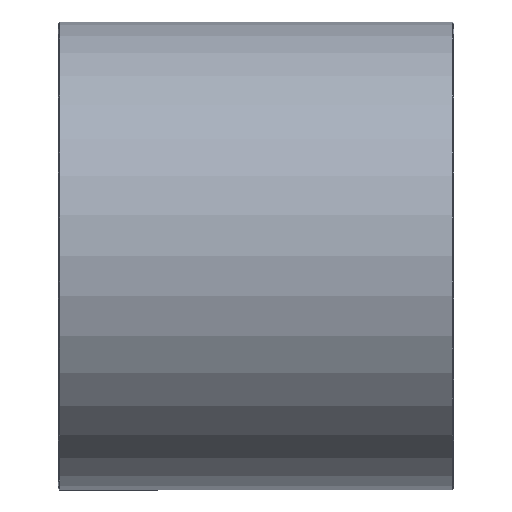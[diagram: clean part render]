
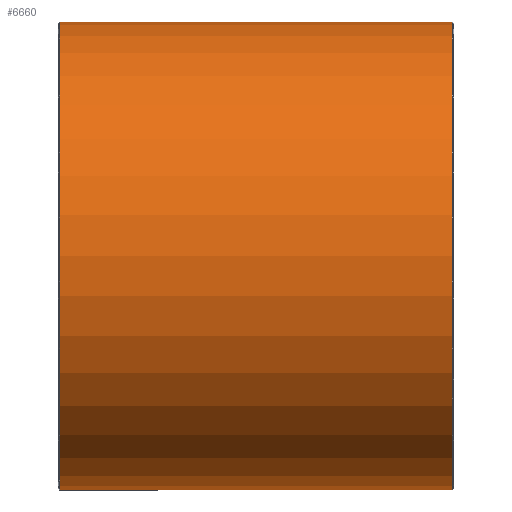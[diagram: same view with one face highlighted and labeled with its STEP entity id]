
A CAD part, top view. The second image highlights one B-rep face of the part: STEP entity #6660.
In plain terms, the highlighted cylindrical face has radius 33.15 mm (diameter 66.3 mm), a partial arc.
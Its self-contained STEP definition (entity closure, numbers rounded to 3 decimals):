
#114 = VERTEX_POINT ( 'NONE', #5583 ) ;
#420 = LINE ( 'NONE', #2479, #7991 ) ;
#509 = DIRECTION ( 'NONE',  ( 0., -1., 0. ) ) ;
#969 = AXIS2_PLACEMENT_3D ( 'NONE', #2934, #4158, #7256 ) ;
#1028 = DIRECTION ( 'NONE',  ( -1., 0., 0. ) ) ;
#1095 = EDGE_CURVE ( 'NONE', #8031, #5986, #1112, .T. ) ;
#1112 = LINE ( 'NONE', #8112, #5777 ) ;
#1415 = EDGE_CURVE ( 'NONE', #5986, #2993, #6166, .T. ) ;
#1562 = CARTESIAN_POINT ( 'NONE',  ( -27.8, -33.15, 0. ) ) ;
#2048 = DIRECTION ( 'NONE',  ( 0., -1., 0. ) ) ;
#2177 = CARTESIAN_POINT ( 'NONE',  ( -27.8, 0., 0. ) ) ;
#2361 = CARTESIAN_POINT ( 'NONE',  ( -27.8, 33.15, 0. ) ) ;
#2479 = CARTESIAN_POINT ( 'NONE',  ( -9., 33.15, 0. ) ) ;
#2865 = EDGE_CURVE ( 'NONE', #8031, #114, #4984, .T. ) ;
#2934 = CARTESIAN_POINT ( 'NONE',  ( 27.8, 0., 0. ) ) ;
#2993 = VERTEX_POINT ( 'NONE', #2361 ) ;
#3535 = AXIS2_PLACEMENT_3D ( 'NONE', #2177, #5994, #2048 ) ;
#4158 = DIRECTION ( 'NONE',  ( -1., 0., 0. ) ) ;
#4369 = DIRECTION ( 'NONE',  ( -1., 0., 0. ) ) ;
#4422 = ORIENTED_EDGE ( 'NONE', *, *, #7286, .T. ) ;
#4767 = AXIS2_PLACEMENT_3D ( 'NONE', #4847, #8140, #509 ) ;
#4847 = CARTESIAN_POINT ( 'NONE',  ( -9., 0., 0. ) ) ;
#4984 = CIRCLE ( 'NONE', #969, 33.15 ) ;
#5153 = ORIENTED_EDGE ( 'NONE', *, *, #2865, .T. ) ;
#5583 = CARTESIAN_POINT ( 'NONE',  ( 27.8, 33.15, 0. ) ) ;
#5777 = VECTOR ( 'NONE', #1028, 1000. ) ;
#5964 = CARTESIAN_POINT ( 'NONE',  ( 27.8, -33.15, 0. ) ) ;
#5986 = VERTEX_POINT ( 'NONE', #1562 ) ;
#5994 = DIRECTION ( 'NONE',  ( -1., 0., 0. ) ) ;
#6059 = EDGE_LOOP ( 'NONE', ( #5153, #4422, #6903, #6480 ) ) ;
#6112 = FACE_OUTER_BOUND ( 'NONE', #6059, .T. ) ;
#6166 = CIRCLE ( 'NONE', #3535, 33.15 ) ;
#6480 = ORIENTED_EDGE ( 'NONE', *, *, #1095, .F. ) ;
#6660 = ADVANCED_FACE ( 'NONE', ( #6112 ), #7477, .T. ) ;
#6903 = ORIENTED_EDGE ( 'NONE', *, *, #1415, .F. ) ;
#7256 = DIRECTION ( 'NONE',  ( 0., -1., 0. ) ) ;
#7286 = EDGE_CURVE ( 'NONE', #114, #2993, #420, .T. ) ;
#7477 = CYLINDRICAL_SURFACE ( 'NONE', #4767, 33.15 ) ;
#7991 = VECTOR ( 'NONE', #4369, 1000. ) ;
#8031 = VERTEX_POINT ( 'NONE', #5964 ) ;
#8112 = CARTESIAN_POINT ( 'NONE',  ( -9., -33.15, 0. ) ) ;
#8140 = DIRECTION ( 'NONE',  ( -1., 0., 0. ) ) ;
